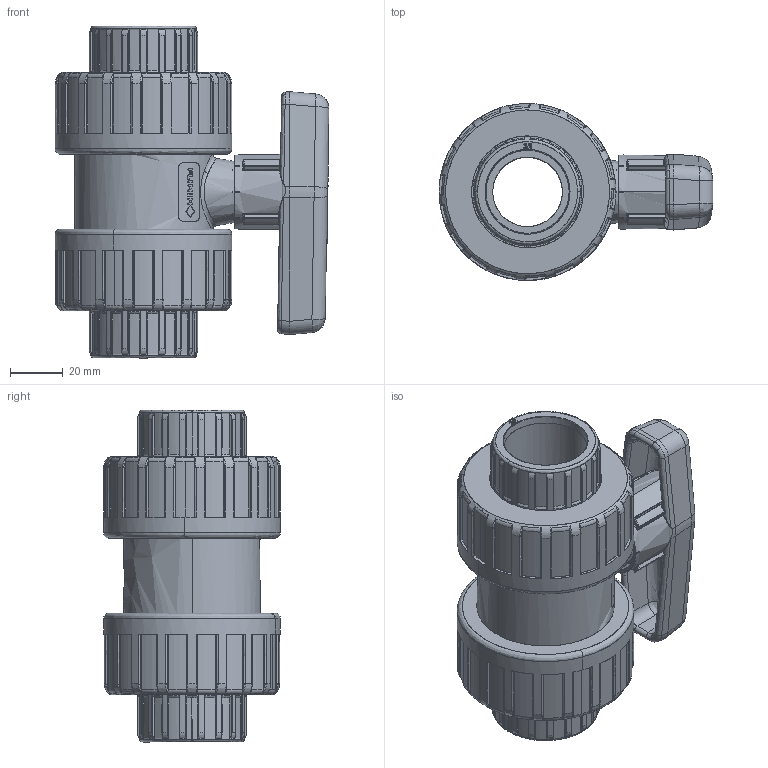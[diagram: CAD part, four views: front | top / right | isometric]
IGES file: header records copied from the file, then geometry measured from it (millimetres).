
Start section: SolidWorks IGES file using NURBS representation for surfaces
Global section: file name: 02612077032.IGS; native system: SolidWorks 2021; preprocessor: SolidWorks 2021; author: DMorais; date: 220519.152748; units: millimetre
Bounding box: 103.68 x 66.98 x 125.78 mm (x, y, z)
Surface area: 60936.6 mm2 (no closed solid volume)
Topology: 0 solids, 0 shells, 1653 faces, 16576 edges, 16545 vertices
Faces by surface type: bspline 1653
